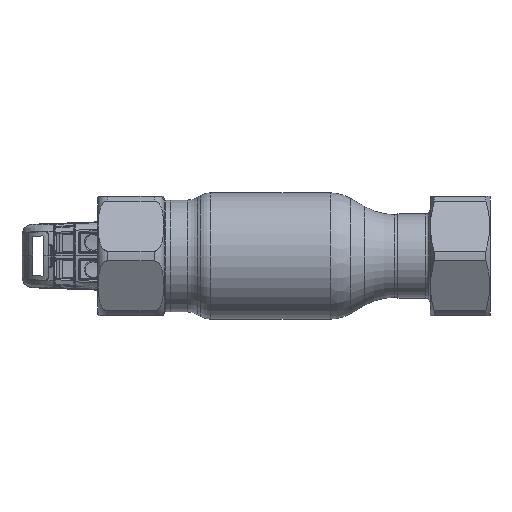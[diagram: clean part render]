
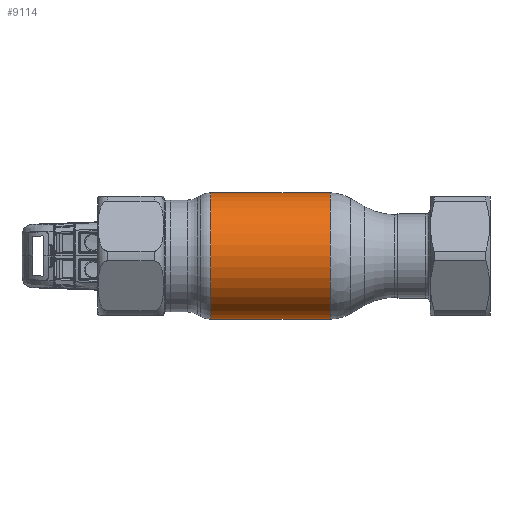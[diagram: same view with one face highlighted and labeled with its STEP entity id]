
A CAD part, front view. The second image highlights one B-rep face of the part: STEP entity #9114.
In plain terms, the highlighted cylindrical face has radius 19 mm (diameter 38 mm), a partial arc.
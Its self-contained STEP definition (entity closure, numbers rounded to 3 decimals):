
#306 = EDGE_CURVE ( 'NONE', #24392, #32197, #35113, .T. ) ;
#6830 = VECTOR ( 'NONE', #49007, 1000. ) ;
#7565 = VECTOR ( 'NONE', #41783, 1000. ) ;
#9114 = ADVANCED_FACE ( 'NONE', ( #23354 ), #32593, .T. ) ;
#11063 = VERTEX_POINT ( 'NONE', #66374 ) ;
#12721 = LINE ( 'NONE', #43542, #6830 ) ;
#17245 = EDGE_CURVE ( 'NONE', #24392, #11063, #12721, .T. ) ;
#17586 = AXIS2_PLACEMENT_3D ( 'NONE', #68471, #31525, #36031 ) ;
#17974 = EDGE_CURVE ( 'NONE', #32197, #45593, #31311, .T. ) ;
#23354 = FACE_OUTER_BOUND ( 'NONE', #30738, .T. ) ;
#24170 = CIRCLE ( 'NONE', #17586, 19. ) ;
#24392 = VERTEX_POINT ( 'NONE', #51019 ) ;
#26496 = ORIENTED_EDGE ( 'NONE', *, *, #62700, .F. ) ;
#30738 = EDGE_LOOP ( 'NONE', ( #69304, #51089, #38484, #26496 ) ) ;
#31123 = DIRECTION ( 'NONE',  ( 0., 0., -1. ) ) ;
#31311 = LINE ( 'NONE', #52470, #7565 ) ;
#31525 = DIRECTION ( 'NONE',  ( 1., 0., 0. ) ) ;
#32197 = VERTEX_POINT ( 'NONE', #58099 ) ;
#32593 = CYLINDRICAL_SURFACE ( 'NONE', #37518, 19. ) ;
#34368 = AXIS2_PLACEMENT_3D ( 'NONE', #47471, #64469, #31123 ) ;
#35113 = CIRCLE ( 'NONE', #34368, 19. ) ;
#36031 = DIRECTION ( 'NONE',  ( 0., 0., -1. ) ) ;
#37518 = AXIS2_PLACEMENT_3D ( 'NONE', #63511, #68701, #63742 ) ;
#38484 = ORIENTED_EDGE ( 'NONE', *, *, #17974, .T. ) ;
#41783 = DIRECTION ( 'NONE',  ( 1., 0., 0. ) ) ;
#43542 = CARTESIAN_POINT ( 'NONE',  ( 62.69, 0., 19. ) ) ;
#45593 = VERTEX_POINT ( 'NONE', #66338 ) ;
#47471 = CARTESIAN_POINT ( 'NONE',  ( -18.035, 0., 0. ) ) ;
#49007 = DIRECTION ( 'NONE',  ( 1., 0., 0. ) ) ;
#51019 = CARTESIAN_POINT ( 'NONE',  ( -18.035, 0., 19. ) ) ;
#51089 = ORIENTED_EDGE ( 'NONE', *, *, #306, .T. ) ;
#52470 = CARTESIAN_POINT ( 'NONE',  ( 62.69, 0., -19. ) ) ;
#58099 = CARTESIAN_POINT ( 'NONE',  ( -18.035, 0., -19. ) ) ;
#62700 = EDGE_CURVE ( 'NONE', #11063, #45593, #24170, .T. ) ;
#63511 = CARTESIAN_POINT ( 'NONE',  ( 62.69, 0., 0. ) ) ;
#63742 = DIRECTION ( 'NONE',  ( 0., 0., -1. ) ) ;
#64469 = DIRECTION ( 'NONE',  ( 1., 0., 0. ) ) ;
#66338 = CARTESIAN_POINT ( 'NONE',  ( 18.035, 0., -19. ) ) ;
#66374 = CARTESIAN_POINT ( 'NONE',  ( 18.035, 0., 19. ) ) ;
#68471 = CARTESIAN_POINT ( 'NONE',  ( 18.035, 0., 0. ) ) ;
#68701 = DIRECTION ( 'NONE',  ( 1., 0., 0. ) ) ;
#69304 = ORIENTED_EDGE ( 'NONE', *, *, #17245, .F. ) ;
